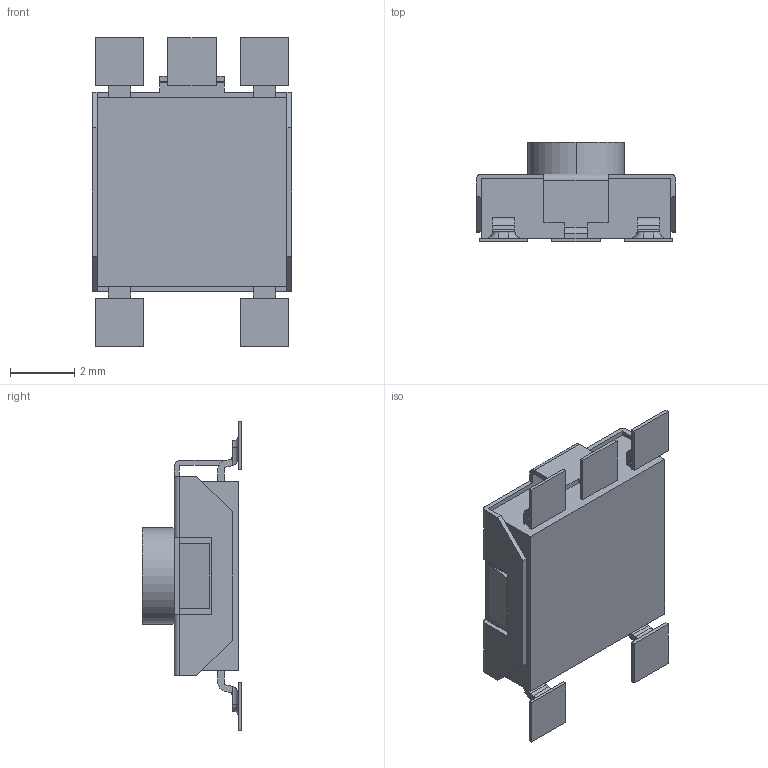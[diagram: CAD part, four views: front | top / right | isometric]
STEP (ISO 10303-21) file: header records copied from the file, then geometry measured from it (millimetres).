
FILE_DESCRIPTION(('FreeCAD Model'),'2;1');
FILE_NAME('Open CASCADE Shape Model','2021-07-02T13:44:52',(''),(''), 'Open CASCADE STEP processor 7.3','FreeCAD','Unknown');
FILE_SCHEMA(('AUTOMOTIVE_DESIGN { 1 0 10303 214 1 1 1 1 }'));
Length unit declared in the file: millimetre
Products named in the file (4): ResetButton; Arduino_Uno155; Arduino_Uno156; Arduino_Uno157
Assembly tree (3 placements, depth 2):
  ResetButton
    Arduino_Uno155
    Arduino_Uno156
    Arduino_Uno157
Bounding box: 6.2 x 3.1 x 9.6 mm (x, y, z)
Volume: 81.9 mm3; surface area: 261.1 mm2
Topology: 3 solids, 3 shells, 155 faces, 412 edges, 268 vertices
Faces by surface type: plane 107, cylinder 40, torus 8
Entity records: 5640 total; most frequent: CARTESIAN_POINT 879, ORIENTED_EDGE 824, DIRECTION 810, EDGE_CURVE 412, LINE 316, VECTOR 316, VERTEX_POINT 268, AXIS2_PLACEMENT_3D 247
